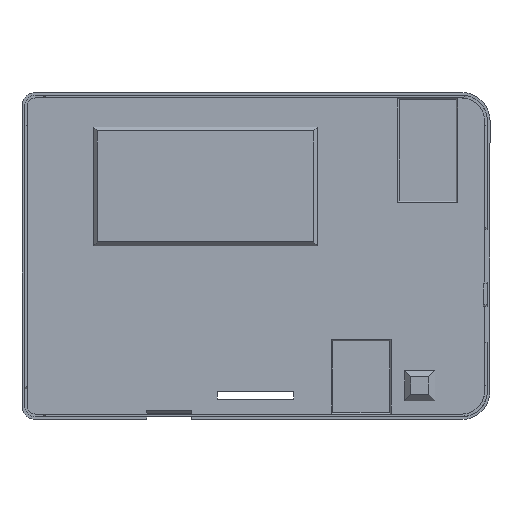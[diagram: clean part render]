
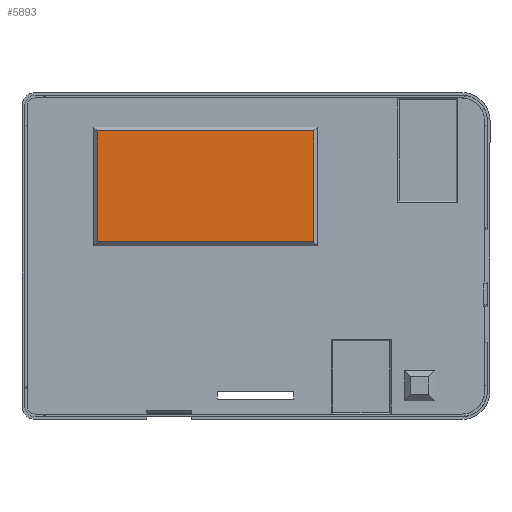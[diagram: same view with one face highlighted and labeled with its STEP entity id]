
A CAD part, top view. The second image highlights one B-rep face of the part: STEP entity #5893.
In plain terms, the highlighted planar face has unit normal (0, 0, 1).
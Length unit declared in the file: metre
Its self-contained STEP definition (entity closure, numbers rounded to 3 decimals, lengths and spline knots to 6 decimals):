
#1226=ORIENTED_EDGE('',*,*,#2452,.T.);
#1227=ORIENTED_EDGE('',*,*,#2453,.T.);
#1228=ORIENTED_EDGE('',*,*,#2454,.T.);
#1229=ORIENTED_EDGE('',*,*,#2455,.T.);
#2452=EDGE_CURVE('',#3131,#3132,#3796,.T.);
#2453=EDGE_CURVE('',#3132,#3133,#3797,.T.);
#2454=EDGE_CURVE('',#3133,#3134,#3798,.T.);
#2455=EDGE_CURVE('',#3134,#3131,#3799,.T.);
#3131=VERTEX_POINT('',#8965);
#3132=VERTEX_POINT('',#8966);
#3133=VERTEX_POINT('',#8968);
#3134=VERTEX_POINT('',#8970);
#3796=LINE('',#8964,#4544);
#3797=LINE('',#8967,#4545);
#3798=LINE('',#8969,#4546);
#3799=LINE('',#8971,#4547);
#4544=VECTOR('',#7291,1.);
#4545=VECTOR('',#7292,1.);
#4546=VECTOR('',#7293,1.);
#4547=VECTOR('',#7294,1.);
#4975=EDGE_LOOP('',(#1226,#1227,#1228,#1229));
#5334=FACE_BOUND('',#4975,.T.);
#5622=PLANE('',#6242);
#5893=ADVANCED_FACE('',(#5334),#5622,.T.);
#6242=AXIS2_PLACEMENT_3D('',#8963,#7289,#7290);
#7289=DIRECTION('',(0.,0.,1.));
#7290=DIRECTION('',(1.,0.,0.));
#7291=DIRECTION('',(1.,0.,0.));
#7292=DIRECTION('',(0.,1.,0.));
#7293=DIRECTION('',(-1.,0.,0.));
#7294=DIRECTION('',(0.,-1.,0.));
#8963=CARTESIAN_POINT('',(0.013456,-0.043813,0.0003));
#8964=CARTESIAN_POINT('',(0.013456,-0.039113,0.0003));
#8965=CARTESIAN_POINT('',(-0.03938,-0.039113,0.0003));
#8966=CARTESIAN_POINT('',(0.032656,-0.039113,0.0003));
#8967=CARTESIAN_POINT('',(0.032656,-0.000113,0.0003));
#8968=CARTESIAN_POINT('',(0.032656,-0.002113,0.0003));
#8969=CARTESIAN_POINT('',(-0.04138,-0.002113,0.0003));
#8970=CARTESIAN_POINT('',(-0.03938,-0.002113,0.0003));
#8971=CARTESIAN_POINT('',(-0.03938,-0.041113,0.0003));
